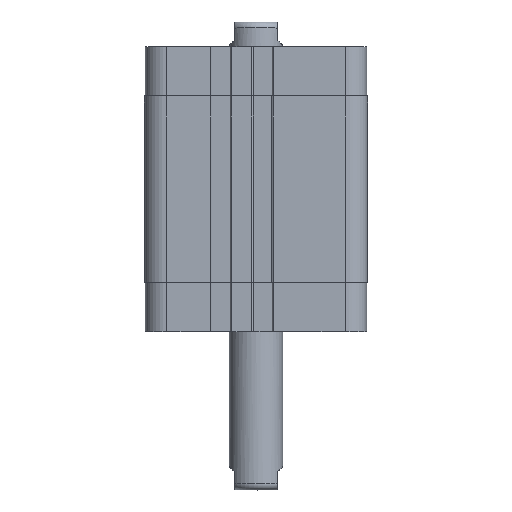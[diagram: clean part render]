
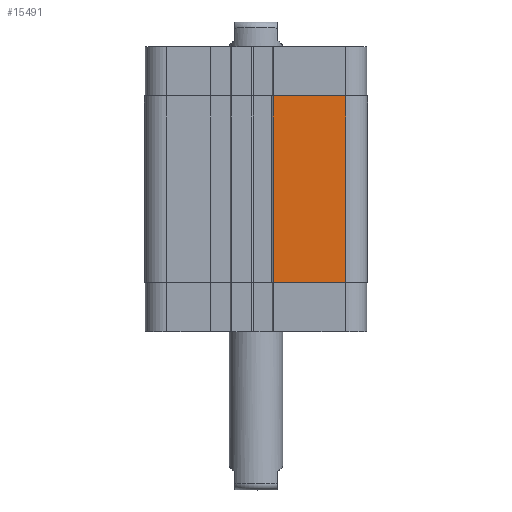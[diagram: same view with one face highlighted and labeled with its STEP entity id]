
A CAD part, top view. The second image highlights one B-rep face of the part: STEP entity #15491.
In plain terms, the highlighted planar face has unit normal (0, 0, 1).
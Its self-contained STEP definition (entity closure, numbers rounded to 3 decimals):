
#8642=CARTESIAN_POINT('',(5.25,28.,33.5));
#8643=VERTEX_POINT('',#8642);
#8651=CARTESIAN_POINT('',(27.,28.,33.5));
#8652=VERTEX_POINT('',#8651);
#8653=CARTESIAN_POINT('',(27.,28.,33.5));
#8654=DIRECTION('',(-1.0,0.0,0.0));
#8655=VECTOR('',#8654,21.75);
#8656=LINE('',#8653,#8655);
#8657=EDGE_CURVE('',#8652,#8643,#8656,.T.);
#12477=CARTESIAN_POINT('',(27.,-28.,33.5));
#12478=VERTEX_POINT('',#12477);
#12486=CARTESIAN_POINT('',(5.25,-28.,33.5));
#12487=VERTEX_POINT('',#12486);
#12488=CARTESIAN_POINT('',(5.25,-28.,33.5));
#12489=DIRECTION('',(1.0,0.0,0.0));
#12490=VECTOR('',#12489,21.75);
#12491=LINE('',#12488,#12490);
#12492=EDGE_CURVE('',#12487,#12478,#12491,.T.);
#15464=CARTESIAN_POINT('',(27.,28.,33.5));
#15465=DIRECTION('',(0.0,-1.0,0.0));
#15466=VECTOR('',#15465,56.);
#15467=LINE('',#15464,#15466);
#15468=EDGE_CURVE('',#8652,#12478,#15467,.T.);
#15475=CARTESIAN_POINT('',(27.,0.0,33.5));
#15476=DIRECTION('',(0.0,0.0,1.0));
#15477=DIRECTION('',(1.0,0.0,0.0));
#15478=AXIS2_PLACEMENT_3D('',#15475,#15476,#15477);
#15479=PLANE('',#15478);
#15480=ORIENTED_EDGE('',*,*,#8657,.T.);
#15481=CARTESIAN_POINT('',(5.25,28.,33.5));
#15482=DIRECTION('',(0.0,-1.0,0.0));
#15483=VECTOR('',#15482,56.);
#15484=LINE('',#15481,#15483);
#15485=EDGE_CURVE('',#8643,#12487,#15484,.T.);
#15486=ORIENTED_EDGE('',*,*,#15485,.T.);
#15487=ORIENTED_EDGE('',*,*,#12492,.T.);
#15488=ORIENTED_EDGE('',*,*,#15468,.F.);
#15489=EDGE_LOOP('',(#15480,#15486,#15487,#15488));
#15490=FACE_OUTER_BOUND('',#15489,.T.);
#15491=ADVANCED_FACE('',(#15490),#15479,.T.);
